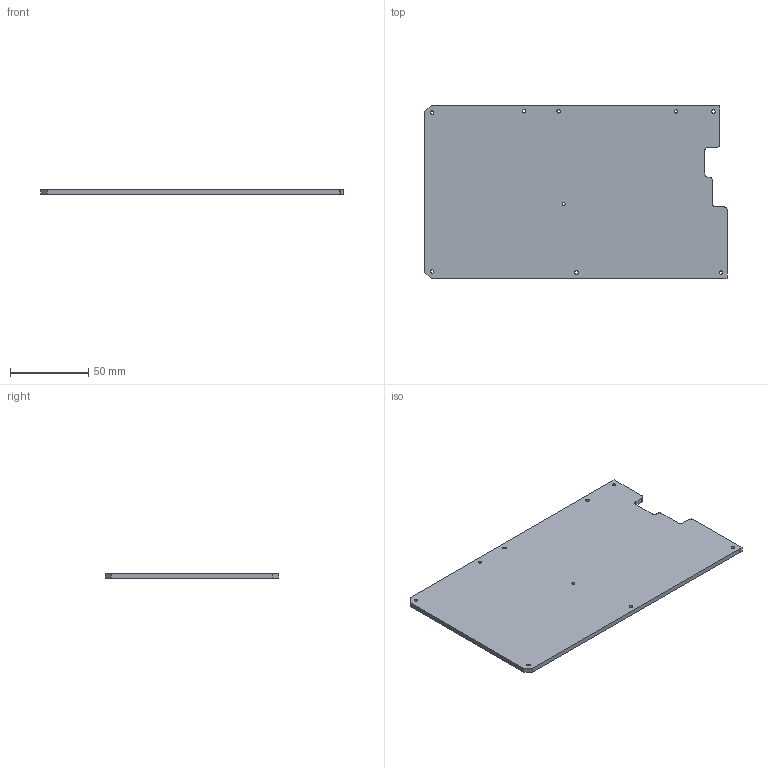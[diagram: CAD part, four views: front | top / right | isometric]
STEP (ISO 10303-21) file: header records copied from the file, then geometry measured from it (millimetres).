
FILE_DESCRIPTION(/* description */ (''),/* implementation_level */ '2;1');
FILE_NAME(/* name */ 'case-left-bottom v11.step',/* time_stamp */ '2022-04-09T21:04:32-04:00',/* author */ (''),/* organization */ (''),/* preprocessor_version */ 'ST-DEVELOPER v18.1',/* originating_system */ 'Autodesk Translation Framework v10.14.0.1471',/* authorisation */ '');
FILE_SCHEMA (('AUTOMOTIVE_DESIGN { 1 0 10303 214 3 1 1 }'));
Length unit declared in the file: millimetre
Products named in the file (1): case-left-macro
Bounding box: 193.75 x 111.28 x 3 mm (x, y, z)
Volume: 62774.6 mm3; surface area: 43873.1 mm2
Topology: 1 solids, 1 shells, 120 faces, 354 edges, 236 vertices
Faces by surface type: plane 111, bspline 8, cylinder 1
Full cylindrical faces by diameter (mm): 2 x1
Entity records: 4332 total; most frequent: CARTESIAN_POINT 1103, ORIENTED_EDGE 708, DIRECTION 566, EDGE_CURVE 354, LINE 336, VECTOR 336, VERTEX_POINT 236, EDGE_LOOP 138
